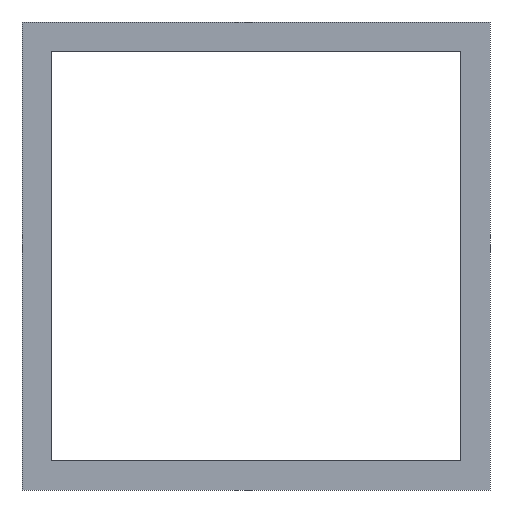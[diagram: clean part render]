
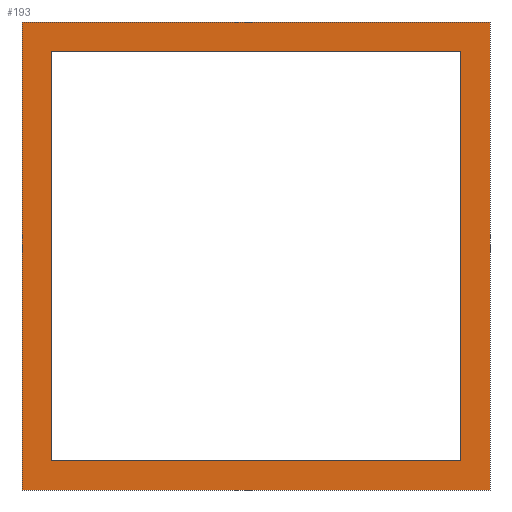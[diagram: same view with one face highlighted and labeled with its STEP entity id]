
A CAD part, front view. The second image highlights one B-rep face of the part: STEP entity #193.
In plain terms, the highlighted planar face has unit normal (0, -1, 0).
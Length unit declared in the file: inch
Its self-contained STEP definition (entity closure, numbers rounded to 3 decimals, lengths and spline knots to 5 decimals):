
#15=FACE_BOUND('',#36,.T.);
#25=FACE_OUTER_BOUND('',#35,.T.);
#35=EDGE_LOOP('',(#159,#160,#161,#162));
#36=EDGE_LOOP('',(#163,#164,#165,#166));
#41=LINE('',#279,#65);
#45=LINE('',#286,#69);
#48=LINE('',#292,#72);
#50=LINE('',#295,#74);
#53=LINE('',#303,#77);
#56=LINE('',#309,#80);
#59=LINE('',#315,#83);
#62=LINE('',#319,#86);
#65=VECTOR('',#231,0.3937);
#69=VECTOR('',#237,0.3937);
#72=VECTOR('',#242,0.3937);
#74=VECTOR('',#246,0.3937);
#77=VECTOR('',#251,0.3937);
#80=VECTOR('',#256,0.3937);
#83=VECTOR('',#261,0.3937);
#86=VECTOR('',#266,0.3937);
#89=VERTEX_POINT('',#276);
#90=VERTEX_POINT('',#278);
#92=VERTEX_POINT('',#284);
#94=VERTEX_POINT('',#290);
#97=VERTEX_POINT('',#300);
#98=VERTEX_POINT('',#302);
#100=VERTEX_POINT('',#308);
#102=VERTEX_POINT('',#314);
#105=EDGE_CURVE('',#90,#89,#41,.T.);
#109=EDGE_CURVE('',#89,#92,#45,.T.);
#112=EDGE_CURVE('',#92,#94,#48,.T.);
#114=EDGE_CURVE('',#94,#90,#50,.T.);
#117=EDGE_CURVE('',#98,#97,#53,.T.);
#120=EDGE_CURVE('',#100,#98,#56,.T.);
#123=EDGE_CURVE('',#102,#100,#59,.T.);
#126=EDGE_CURVE('',#97,#102,#62,.T.);
#159=ORIENTED_EDGE('',*,*,#126,.T.);
#160=ORIENTED_EDGE('',*,*,#123,.T.);
#161=ORIENTED_EDGE('',*,*,#120,.T.);
#162=ORIENTED_EDGE('',*,*,#117,.T.);
#163=ORIENTED_EDGE('',*,*,#105,.T.);
#164=ORIENTED_EDGE('',*,*,#109,.T.);
#165=ORIENTED_EDGE('',*,*,#112,.T.);
#166=ORIENTED_EDGE('',*,*,#114,.T.);
#183=PLANE('',#223);
#193=ADVANCED_FACE('',(#25,#15),#183,.T.);
#223=AXIS2_PLACEMENT_3D('',#320,#267,#268);
#231=DIRECTION('',(1.,0.,0.));
#237=DIRECTION('',(0.,0.,-1.));
#242=DIRECTION('',(-1.,0.,0.));
#246=DIRECTION('',(0.,0.,1.));
#251=DIRECTION('',(0.,0.,1.));
#256=DIRECTION('',(1.,0.,0.));
#261=DIRECTION('',(0.,0.,-1.));
#266=DIRECTION('',(-1.,0.,0.));
#267=DIRECTION('center_axis',(0.,-1.,0.));
#268=DIRECTION('ref_axis',(0.,0.,-1.));
#276=CARTESIAN_POINT('',(-0.0625,-48.,-0.0625));
#278=CARTESIAN_POINT('',(-0.9375,-48.,-0.0625));
#279=CARTESIAN_POINT('',(-0.28125,-48.,-0.0625));
#284=CARTESIAN_POINT('',(-0.0625,-48.,-0.9375));
#286=CARTESIAN_POINT('',(-0.0625,-48.,-0.71875));
#290=CARTESIAN_POINT('',(-0.9375,-48.,-0.9375));
#292=CARTESIAN_POINT('',(-0.71875,-48.,-0.9375));
#295=CARTESIAN_POINT('',(-0.9375,-48.,-0.28125));
#300=CARTESIAN_POINT('',(0.,-48.,0.));
#302=CARTESIAN_POINT('',(0.,-48.,-1.));
#303=CARTESIAN_POINT('',(0.,-48.,-1.));
#308=CARTESIAN_POINT('',(-1.,-48.,-1.));
#309=CARTESIAN_POINT('',(-1.,-48.,-1.));
#314=CARTESIAN_POINT('',(-1.,-48.,0.));
#315=CARTESIAN_POINT('',(-1.,-48.,0.));
#319=CARTESIAN_POINT('',(0.,-48.,0.));
#320=CARTESIAN_POINT('Origin',(-0.5,-48.,-0.5));
